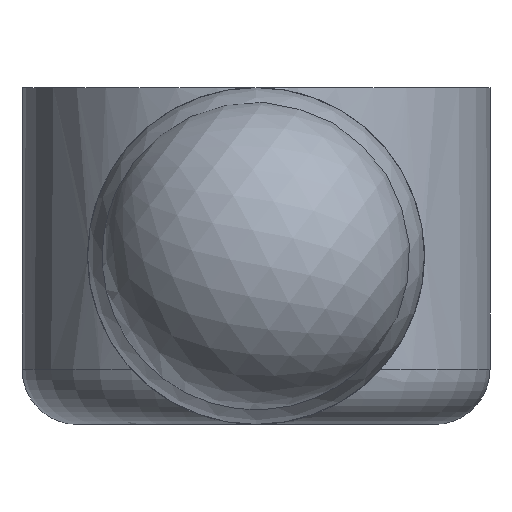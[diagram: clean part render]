
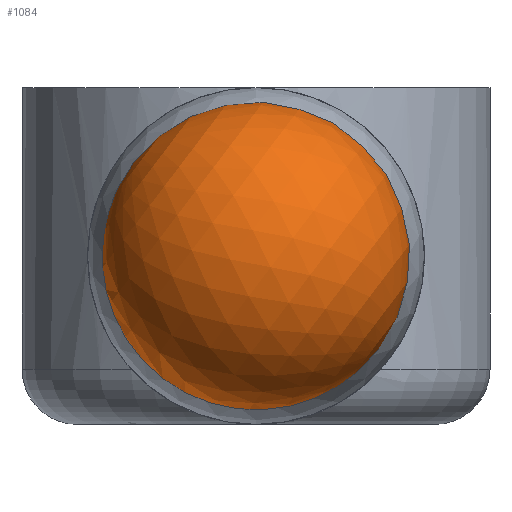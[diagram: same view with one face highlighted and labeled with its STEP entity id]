
A CAD part, front view. The second image highlights one B-rep face of the part: STEP entity #1084.
In plain terms, the highlighted spherical face has radius 5.512 mm.
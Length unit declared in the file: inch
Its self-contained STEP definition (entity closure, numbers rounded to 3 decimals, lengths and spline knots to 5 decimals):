
#48=FACE_BOUND('',#246,.T.);
#121=SPHERICAL_SURFACE('',#1170,0.217);
#179=FACE_OUTER_BOUND('',#245,.T.);
#245=EDGE_LOOP('',(#1006,#1007));
#246=EDGE_LOOP('',(#1008,#1009));
#438=CIRCLE('',#1171,0.217);
#439=CIRCLE('',#1172,0.15);
#440=CIRCLE('',#1173,0.15);
#544=VERTEX_POINT('',#2949);
#545=VERTEX_POINT('',#2950);
#546=VERTEX_POINT('',#2952);
#547=VERTEX_POINT('',#2953);
#700=EDGE_CURVE('',#544,#545,#438,.T.);
#701=EDGE_CURVE('',#546,#547,#439,.T.);
#702=EDGE_CURVE('',#547,#546,#440,.T.);
#1006=ORIENTED_EDGE('',*,*,#700,.T.);
#1007=ORIENTED_EDGE('',*,*,#700,.F.);
#1008=ORIENTED_EDGE('',*,*,#701,.F.);
#1009=ORIENTED_EDGE('',*,*,#702,.F.);
#1084=ADVANCED_FACE('',(#179,#48),#121,.T.);
#1170=AXIS2_PLACEMENT_3D('',#2948,#1385,#1386);
#1171=AXIS2_PLACEMENT_3D('',#2951,#1387,#1388);
#1172=AXIS2_PLACEMENT_3D('',#2954,#1389,#1390);
#1173=AXIS2_PLACEMENT_3D('',#2955,#1391,#1392);
#1385=DIRECTION('center_axis',(0.796,0.,-0.605));
#1386=DIRECTION('ref_axis',(0.605,0.,0.796));
#1387=DIRECTION('center_axis',(0.,1.,0.));
#1388=DIRECTION('ref_axis',(-0.605,0.,-0.796));
#1389=DIRECTION('center_axis',(0.,1.,0.));
#1390=DIRECTION('ref_axis',(-0.796,0.,0.605));
#1391=DIRECTION('center_axis',(0.,1.,0.));
#1392=DIRECTION('ref_axis',(-0.796,0.,0.605));
#2948=CARTESIAN_POINT('Origin',(0.,-2.588,
0.2375));
#2949=CARTESIAN_POINT('',(0.17276,-2.588,0.10618));
#2950=CARTESIAN_POINT('',(-0.17276,-2.588,0.36882));
#2951=CARTESIAN_POINT('Origin',(0.,-2.588,
0.2375));
#2952=CARTESIAN_POINT('',(-0.11942,-2.43119,0.32827));
#2953=CARTESIAN_POINT('',(0.11942,-2.43119,0.14673));
#2954=CARTESIAN_POINT('Origin',(0.,-2.43119,
0.2375));
#2955=CARTESIAN_POINT('Origin',(0.,-2.43119,
0.2375));
